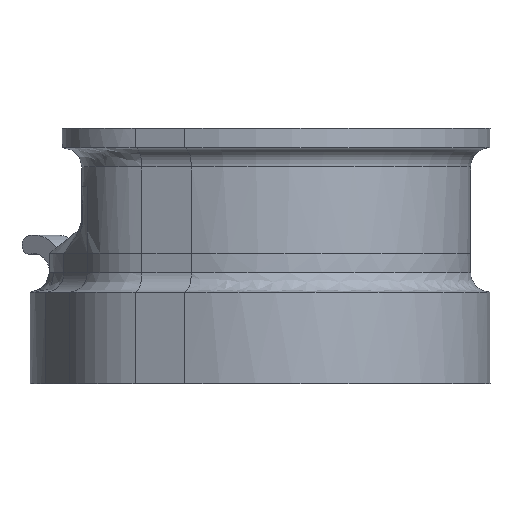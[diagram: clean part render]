
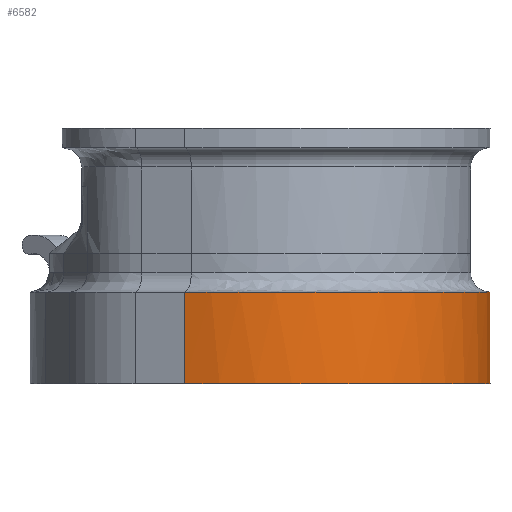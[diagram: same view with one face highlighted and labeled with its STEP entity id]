
A CAD part, front view. The second image highlights one B-rep face of the part: STEP entity #6582.
In plain terms, the highlighted cylindrical face has radius 18.516 mm (diameter 37.032 mm), a partial arc.
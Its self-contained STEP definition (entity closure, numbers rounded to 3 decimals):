
#260 = VECTOR ( 'NONE', #1744, 1000. ) ;
#370 = EDGE_CURVE ( 'NONE', #2286, #489, #2813, .T. ) ;
#448 = CARTESIAN_POINT ( 'NONE',  ( -4.036, -20.394, -13.403 ) ) ;
#489 = VERTEX_POINT ( 'NONE', #4806 ) ;
#709 = CARTESIAN_POINT ( 'NONE',  ( 20.937, -3.04, -13.402 ) ) ;
#941 = VERTEX_POINT ( 'NONE', #709 ) ;
#1592 = DIRECTION ( 'NONE',  ( 0., 0., 1. ) ) ;
#1673 = DIRECTION ( 'NONE',  ( -1., 0., 0. ) ) ;
#1744 = DIRECTION ( 'NONE',  ( 0., 0., 1. ) ) ;
#1779 = CARTESIAN_POINT ( 'NONE',  ( -4.036, -20.394, -13.403 ) ) ;
#1847 = AXIS2_PLACEMENT_3D ( 'NONE', #6909, #3510, #1673 ) ;
#1876 = ORIENTED_EDGE ( 'NONE', *, *, #7105, .F. ) ;
#2193 = DIRECTION ( 'NONE',  ( 1., 0., 0. ) ) ;
#2286 = VERTEX_POINT ( 'NONE', #3648 ) ;
#2344 = ORIENTED_EDGE ( 'NONE', *, *, #6723, .T. ) ;
#2580 = ORIENTED_EDGE ( 'NONE', *, *, #6647, .T. ) ;
#2813 = CIRCLE ( 'NONE', #1847, 18.516 ) ;
#2941 = LINE ( 'NONE', #5222, #6474 ) ;
#2949 = CARTESIAN_POINT ( 'NONE',  ( 9.274, -25.346, -13.402 ) ) ;
#3510 = DIRECTION ( 'NONE',  ( 0., 0., 1. ) ) ;
#3648 = CARTESIAN_POINT ( 'NONE',  ( -4.036, -20.394, -20.902 ) ) ;
#3991 = CARTESIAN_POINT ( 'NONE',  ( 20.937, -17.242, -13.402 ) ) ;
#4027 = CARTESIAN_POINT ( 'NONE',  ( 20.937, -3.04, -13.402 ) ) ;
#4092 = DIRECTION ( 'NONE',  ( 0., 0., 1. ) ) ;
#4709 = CARTESIAN_POINT ( 'NONE',  ( 20.937, -3.04, -20.902 ) ) ;
#4806 = CARTESIAN_POINT ( 'NONE',  ( 20.937, -3.04, -20.902 ) ) ;
#4959 = CARTESIAN_POINT ( 'NONE',  ( 2.42, -3.04, -20.902 ) ) ;
#5222 = CARTESIAN_POINT ( 'NONE',  ( -4.036, -20.394, -20.902 ) ) ;
#5521 = VERTEX_POINT ( 'NONE', #448 ) ;
#5713 = AXIS2_PLACEMENT_3D ( 'NONE', #4959, #1592, #2193 ) ;
#5979 = ORIENTED_EDGE ( 'NONE', *, *, #370, .T. ) ;
#6277 = EDGE_LOOP ( 'NONE', ( #2580, #1876, #5979, #2344 ) ) ;
#6302 = LINE ( 'NONE', #4709, #260 ) ;
#6474 = VECTOR ( 'NONE', #4092, 1000. ) ;
#6582 = ADVANCED_FACE ( 'NONE', ( #7317 ), #6715, .T. ) ;
#6647 = EDGE_CURVE ( 'NONE', #941, #5521, #7148, .T. ) ;
#6715 = CYLINDRICAL_SURFACE ( 'NONE', #5713, 18.516 ) ;
#6723 = EDGE_CURVE ( 'NONE', #489, #941, #6302, .T. ) ;
#6909 = CARTESIAN_POINT ( 'NONE',  ( 2.42, -3.04, -20.902 ) ) ;
#7105 = EDGE_CURVE ( 'NONE', #2286, #5521, #2941, .T. ) ;
#7148 =( BOUNDED_CURVE ( )  B_SPLINE_CURVE ( 3, ( #4027, #3991, #2949, #1779 ),
 .UNSPECIFIED., .F., .T. ) 
 B_SPLINE_CURVE_WITH_KNOTS ( ( 4, 4 ),
 ( 0., 0.036 ),
 .UNSPECIFIED. ) 
 CURVE ( )  GEOMETRIC_REPRESENTATION_ITEM ( )  RATIONAL_B_SPLINE_CURVE ( ( 1., 0.714, 0.714, 1. ) ) 
 REPRESENTATION_ITEM ( '' )  );
#7317 = FACE_OUTER_BOUND ( 'NONE', #6277, .T. ) ;
